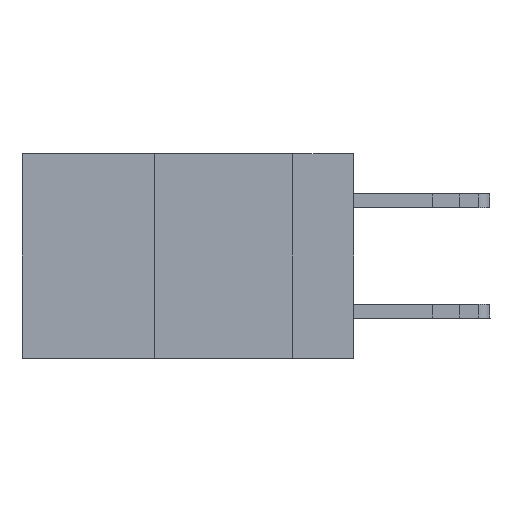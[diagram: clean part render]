
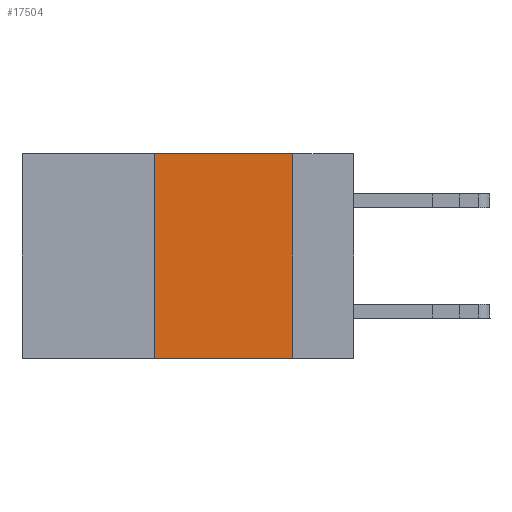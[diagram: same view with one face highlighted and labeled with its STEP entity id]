
A CAD part, left-side view. The second image highlights one B-rep face of the part: STEP entity #17504.
In plain terms, the highlighted planar face has unit normal (-1, 0, 0).
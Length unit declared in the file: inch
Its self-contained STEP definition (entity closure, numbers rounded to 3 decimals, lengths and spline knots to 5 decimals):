
#154 = VERTEX_POINT ( 'NONE', #4113 ) ;
#178 = CARTESIAN_POINT ( 'NONE',  ( 0., 0.36, 0. ) ) ;
#828 = ORIENTED_EDGE ( 'NONE', *, *, #8059, .F. ) ;
#1680 = EDGE_CURVE ( 'NONE', #154, #17830, #22849, .T. ) ;
#1831 = DIRECTION ( 'NONE',  ( 0., -1., 0. ) ) ;
#4113 = CARTESIAN_POINT ( 'NONE',  ( 0., 0.36, -0.37 ) ) ;
#4207 = DIRECTION ( 'NONE',  ( 1., 0., 0. ) ) ;
#5571 = EDGE_CURVE ( 'NONE', #154, #24152, #22559, .T. ) ;
#5594 = DIRECTION ( 'NONE',  ( 0., 0., -1. ) ) ;
#8037 = FACE_OUTER_BOUND ( 'NONE', #13655, .T. ) ;
#8059 = EDGE_CURVE ( 'NONE', #14538, #24152, #8752, .T. ) ;
#8752 = LINE ( 'NONE', #16797, #23566 ) ;
#9175 = CARTESIAN_POINT ( 'NONE',  ( 0., 0.36, 0. ) ) ;
#10957 = ORIENTED_EDGE ( 'NONE', *, *, #21845, .F. ) ;
#11654 = PLANE ( 'NONE',  #16539 ) ;
#11889 = DIRECTION ( 'NONE',  ( 0., -1., 0. ) ) ;
#13507 = CARTESIAN_POINT ( 'NONE',  ( 0., 0.6, 0. ) ) ;
#13655 = EDGE_LOOP ( 'NONE', ( #828, #10957, #20830, #16515 ) ) ;
#14538 = VERTEX_POINT ( 'NONE', #21574 ) ;
#15158 = VECTOR ( 'NONE', #1831, 39.37008 ) ;
#16515 = ORIENTED_EDGE ( 'NONE', *, *, #5571, .T. ) ;
#16539 = AXIS2_PLACEMENT_3D ( 'NONE', #13507, #4207, #17323 ) ;
#16780 = DIRECTION ( 'NONE',  ( 0., 0., 1. ) ) ;
#16797 = CARTESIAN_POINT ( 'NONE',  ( 0., 0.11, 0. ) ) ;
#16925 = CARTESIAN_POINT ( 'NONE',  ( 0., 0.6, 0. ) ) ;
#17283 = CARTESIAN_POINT ( 'NONE',  ( 0., 0.11, -0.37 ) ) ;
#17323 = DIRECTION ( 'NONE',  ( 0., 0., -1. ) ) ;
#17429 = VECTOR ( 'NONE', #16780, 39.37008 ) ;
#17504 = ADVANCED_FACE ( 'NONE', ( #8037 ), #11654, .F. ) ;
#17701 = VECTOR ( 'NONE', #11889, 39.37008 ) ;
#17830 = VERTEX_POINT ( 'NONE', #9175 ) ;
#19284 = CARTESIAN_POINT ( 'NONE',  ( 0., 0.6, -0.37 ) ) ;
#20071 = LINE ( 'NONE', #16925, #15158 ) ;
#20830 = ORIENTED_EDGE ( 'NONE', *, *, #1680, .F. ) ;
#21574 = CARTESIAN_POINT ( 'NONE',  ( 0., 0.11, 0. ) ) ;
#21845 = EDGE_CURVE ( 'NONE', #17830, #14538, #20071, .T. ) ;
#22559 = LINE ( 'NONE', #19284, #17701 ) ;
#22849 = LINE ( 'NONE', #178, #17429 ) ;
#23566 = VECTOR ( 'NONE', #5594, 39.37008 ) ;
#24152 = VERTEX_POINT ( 'NONE', #17283 ) ;
